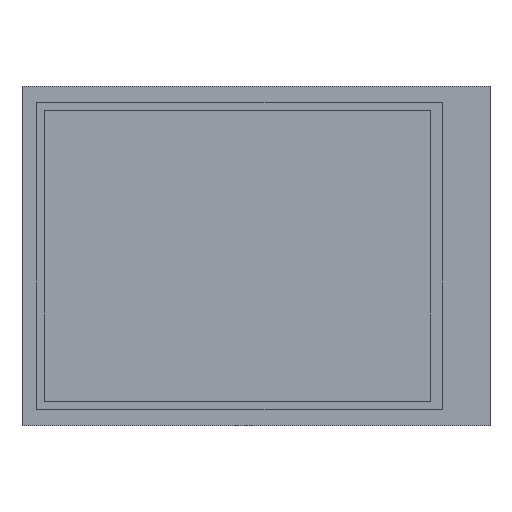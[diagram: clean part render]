
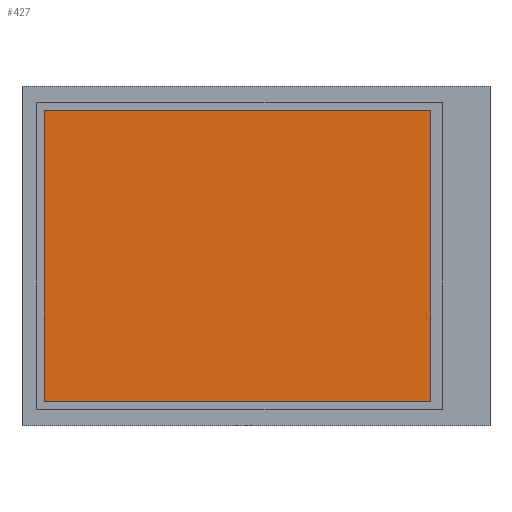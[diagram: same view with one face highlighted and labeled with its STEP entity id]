
A CAD part, top view. The second image highlights one B-rep face of the part: STEP entity #427.
In plain terms, the highlighted planar face has unit normal (0, 0, 1).
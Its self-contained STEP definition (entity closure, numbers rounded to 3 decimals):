
#308 = VERTEX_POINT('',#309);
#309 = CARTESIAN_POINT('',(26.06,-8.5,2.4));
#326 = VERTEX_POINT('',#327);
#327 = CARTESIAN_POINT('',(-31.54,-8.5,2.4));
#333 = EDGE_CURVE('',#308,#326,#334,.T.);
#334 = LINE('',#335,#336);
#335 = CARTESIAN_POINT('',(26.06,-8.5,2.4));
#336 = VECTOR('',#337,1.);
#337 = DIRECTION('',(-1.,0.,0.));
#357 = VERTEX_POINT('',#358);
#358 = CARTESIAN_POINT('',(-31.54,34.7,2.4));
#364 = EDGE_CURVE('',#326,#357,#365,.T.);
#365 = LINE('',#366,#367);
#366 = CARTESIAN_POINT('',(-31.54,-8.5,2.4));
#367 = VECTOR('',#368,1.);
#368 = DIRECTION('',(0.,1.,0.));
#388 = VERTEX_POINT('',#389);
#389 = CARTESIAN_POINT('',(26.06,34.7,2.4));
#395 = EDGE_CURVE('',#357,#388,#396,.T.);
#396 = LINE('',#397,#398);
#397 = CARTESIAN_POINT('',(-31.54,34.7,2.4));
#398 = VECTOR('',#399,1.);
#399 = DIRECTION('',(1.,0.,0.));
#417 = EDGE_CURVE('',#388,#308,#418,.T.);
#418 = LINE('',#419,#420);
#419 = CARTESIAN_POINT('',(26.06,34.7,2.4));
#420 = VECTOR('',#421,1.);
#421 = DIRECTION('',(0.,-1.,0.));
#427 = ADVANCED_FACE('',(#428),#434,.F.);
#428 = FACE_BOUND('',#429,.F.);
#429 = EDGE_LOOP('',(#430,#431,#432,#433));
#430 = ORIENTED_EDGE('',*,*,#333,.T.);
#431 = ORIENTED_EDGE('',*,*,#364,.T.);
#432 = ORIENTED_EDGE('',*,*,#395,.T.);
#433 = ORIENTED_EDGE('',*,*,#417,.T.);
#434 = PLANE('',#435);
#435 = AXIS2_PLACEMENT_3D('',#436,#437,#438);
#436 = CARTESIAN_POINT('',(-2.74,13.1,2.4));
#437 = DIRECTION('',(0.,0.,-1.));
#438 = DIRECTION('',(1.,0.,0.));
